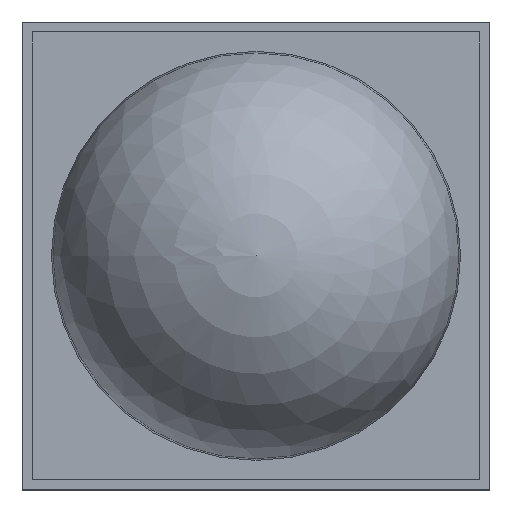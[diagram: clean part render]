
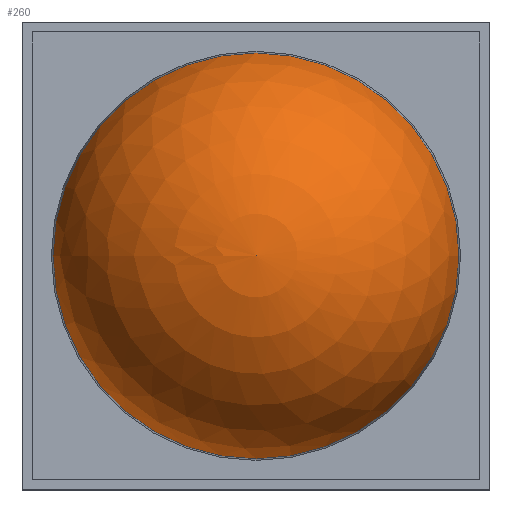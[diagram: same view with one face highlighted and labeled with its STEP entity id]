
A CAD part, top view. The second image highlights one B-rep face of the part: STEP entity #260.
In plain terms, the highlighted spherical face has radius 1.53 mm.
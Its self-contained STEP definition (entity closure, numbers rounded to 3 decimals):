
#19=SPHERICAL_SURFACE('',#297,1.53);
#26=CIRCLE('',#296,1.517);
#27=CIRCLE('',#298,1.53);
#45=FACE_OUTER_BOUND('',#63,.T.);
#63=EDGE_LOOP('',(#229,#230,#231));
#134=VERTEX_POINT('',#438);
#135=VERTEX_POINT('',#441);
#166=EDGE_CURVE('',#134,#134,#26,.T.);
#167=EDGE_CURVE('',#135,#134,#27,.T.);
#229=ORIENTED_EDGE('',*,*,#166,.T.);
#230=ORIENTED_EDGE('',*,*,#167,.F.);
#231=ORIENTED_EDGE('',*,*,#167,.T.);
#260=ADVANCED_FACE('',(#45),#19,.T.);
#296=AXIS2_PLACEMENT_3D('',#439,#366,#367);
#297=AXIS2_PLACEMENT_3D('',#440,#368,#369);
#298=AXIS2_PLACEMENT_3D('',#442,#370,#371);
#366=DIRECTION('center_axis',(0.,0.,1.));
#367=DIRECTION('ref_axis',(0.,1.,0.));
#368=DIRECTION('center_axis',(0.,0.,1.));
#369=DIRECTION('ref_axis',(1.,0.,0.));
#370=DIRECTION('center_axis',(0.,-1.,0.));
#371=DIRECTION('ref_axis',(-1.,0.,0.));
#438=CARTESIAN_POINT('',(-1.517,0.,0.63));
#439=CARTESIAN_POINT('Origin',(0.,0.,0.63));
#440=CARTESIAN_POINT('Origin',(0.,0.,0.43));
#441=CARTESIAN_POINT('',(0.,0.,1.96));
#442=CARTESIAN_POINT('Origin',(0.,0.,0.43));
